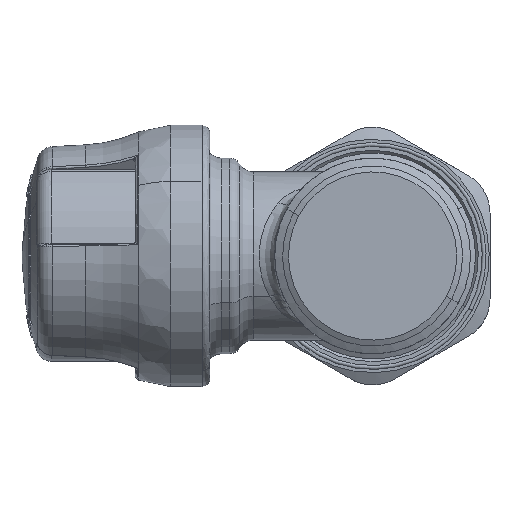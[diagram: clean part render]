
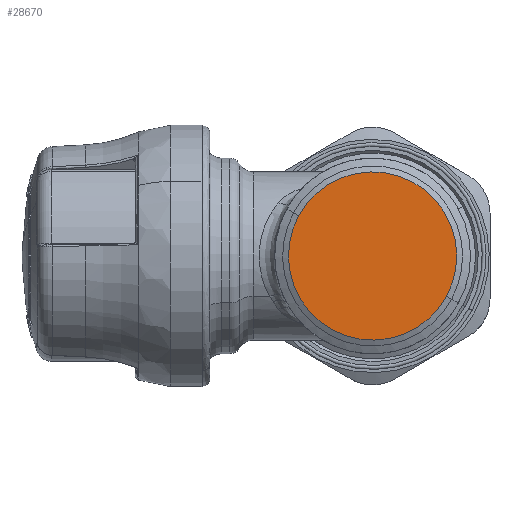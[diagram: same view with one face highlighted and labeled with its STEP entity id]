
A CAD part, left-side view. The second image highlights one B-rep face of the part: STEP entity #28670.
In plain terms, the highlighted planar face has unit normal (-1, 0, 0).
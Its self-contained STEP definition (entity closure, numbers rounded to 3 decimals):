
#28618=CARTESIAN_POINT('Vertex',(-24.,9.434,5.154)) ;
#28625=CARTESIAN_POINT('Vertex',(-24.,-9.434,-5.154)) ;
#28628=CARTESIAN_POINT('Axis2P3D Location',(-24.,0.,0.)) ;
#28641=CARTESIAN_POINT('Axis2P3D Location',(-24.,0.,0.)) ;
#28661=CARTESIAN_POINT('Axis2P3D Location',(-24.,-10.75,0.)) ;
#28629=DIRECTION('Axis2P3D Direction',(1.,-0.,0.)) ;
#28642=DIRECTION('Axis2P3D Direction',(1.,-0.,0.)) ;
#28662=DIRECTION('Axis2P3D Direction',(1.,-0.,0.)) ;
#28663=DIRECTION('Axis2P3D XDirection',(0.,0.,-1.)) ;
#28630=AXIS2_PLACEMENT_3D('Circle Axis2P3D',#28628,#28629,$) ;
#28643=AXIS2_PLACEMENT_3D('Circle Axis2P3D',#28641,#28642,$) ;
#28664=AXIS2_PLACEMENT_3D('Plane Axis2P3D',#28661,#28662,#28663) ;
#28631=CIRCLE('generated circle',#28630,10.75) ;
#28644=CIRCLE('generated circle',#28643,10.75) ;
#28665=PLANE('',#28664) ;
#28632=EDGE_CURVE('',#28626,#28619,#28631,.T.) ;
#28645=EDGE_CURVE('',#28619,#28626,#28644,.T.) ;
#28667=ORIENTED_EDGE('',*,*,#28632,.F.) ;
#28668=ORIENTED_EDGE('',*,*,#28645,.F.) ;
#28666=EDGE_LOOP('',(#28667,#28668)) ;
#28619=VERTEX_POINT('',#28618) ;
#28626=VERTEX_POINT('',#28625) ;
#28670=ADVANCED_FACE('PartBody',(#28669),#28665,.F.) ;
#28669=FACE_OUTER_BOUND('',#28666,.T.) ;
